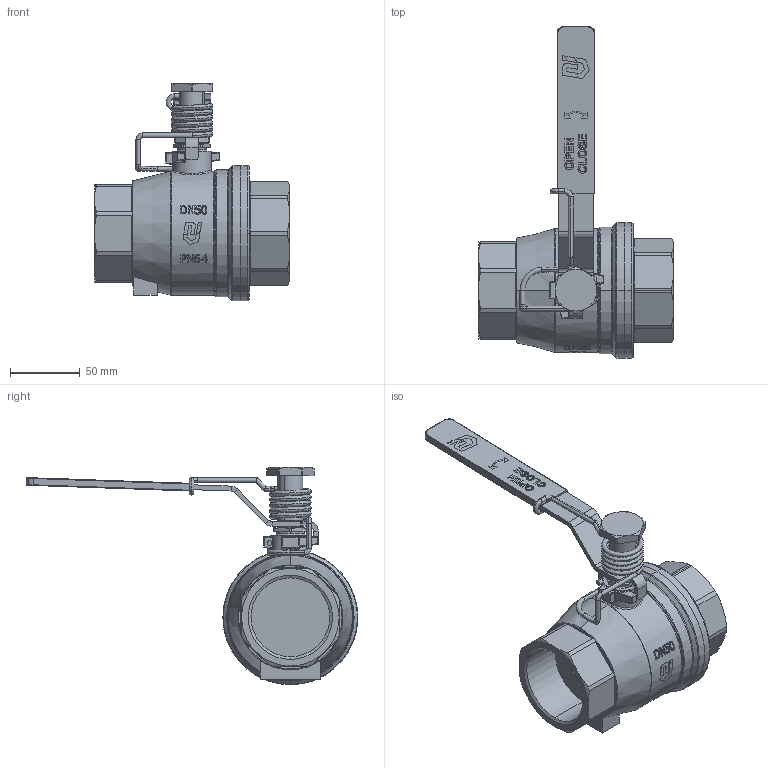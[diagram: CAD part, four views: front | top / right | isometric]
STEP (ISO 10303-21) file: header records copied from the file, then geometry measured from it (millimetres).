
FILE_DESCRIPTION(('HOOPS Exchange Step'),'2;1');
FILE_NAME('GK12_DN50.stp','2025-12-16T11:37:59+01:00',('nieru'),('Unknown organisation'),'HOOPS Exchange 2024.2','HOOPS Exchange','Unknown authorisation');
FILE_SCHEMA( ('AP203_CONFIGURATION_CONTROLLED_3D_DESIGN_OF_MECHANICAL_PARTS_AND_ASSEMBLIES_MIM_LF') );
Length unit declared in the file: millimetre
Products named in the file (2): 0; root
Assembly tree (1 placements, depth 2):
  root
    0
Bounding box: 140 x 238.28 x 156.31 mm (x, y, z)
Volume: 655102.4 mm3; surface area: 86959 mm2
Topology: 1 solids, 3 shells, 973 faces, 2535 edges, 1621 vertices
Faces by surface type: plane 328, bspline 263, cylinder 261, torus 47, cone 46, sphere 28
Entity records: 41175 total; most frequent: CARTESIAN_POINT 19347, ORIENTED_EDGE 5070, DIRECTION 3506, EDGE_CURVE 2535, VERTEX_POINT 1621, AXIS2_PLACEMENT_3D 1310, EDGE_LOOP 1032, FACE_BOUND 1032
